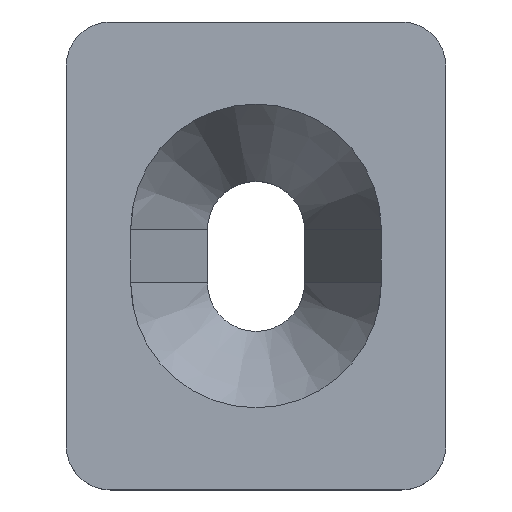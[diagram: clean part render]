
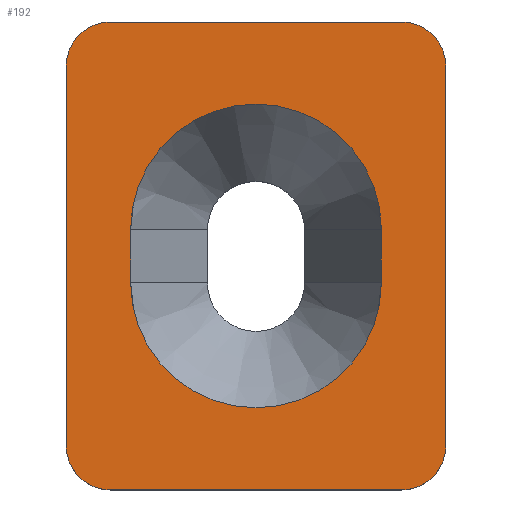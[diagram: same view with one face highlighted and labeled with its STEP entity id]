
A CAD part, top view. The second image highlights one B-rep face of the part: STEP entity #192.
In plain terms, the highlighted planar face has unit normal (0, 0, 1).
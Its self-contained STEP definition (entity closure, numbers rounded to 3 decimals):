
#88=AXIS2_PLACEMENT_3D('Circle Axis2P3D',#86,#87,$) ;
#106=AXIS2_PLACEMENT_3D('Plane Axis2P3D',#103,#104,#105) ;
#110=AXIS2_PLACEMENT_3D('Circle Axis2P3D',#108,#109,$) ;
#124=AXIS2_PLACEMENT_3D('Circle Axis2P3D',#122,#123,$) ;
#138=AXIS2_PLACEMENT_3D('Circle Axis2P3D',#136,#137,$) ;
#169=AXIS2_PLACEMENT_3D('Circle Axis2P3D',#167,#168,$) ;
#183=AXIS2_PLACEMENT_3D('Circle Axis2P3D',#181,#182,$) ;
#41=CARTESIAN_POINT('Vertex',(0.5,5.3,3.95)) ;
#46=CARTESIAN_POINT('Line Origine',(2.15,5.3,3.95)) ;
#50=CARTESIAN_POINT('Vertex',(3.8,5.3,3.95)) ;
#81=CARTESIAN_POINT('Vertex',(0.,4.8,3.95)) ;
#86=CARTESIAN_POINT('Axis2P3D Location',(0.5,4.8,3.95)) ;
#103=CARTESIAN_POINT('Axis2P3D Location',(47.15,2.65,3.95)) ;
#108=CARTESIAN_POINT('Axis2P3D Location',(3.8,4.8,3.95)) ;
#112=CARTESIAN_POINT('Vertex',(4.3,4.8,3.95)) ;
#115=CARTESIAN_POINT('Line Origine',(0.,2.65,3.95)) ;
#119=CARTESIAN_POINT('Vertex',(0.,0.5,3.95)) ;
#122=CARTESIAN_POINT('Axis2P3D Location',(0.5,0.5,3.95)) ;
#126=CARTESIAN_POINT('Vertex',(0.5,0.,3.95)) ;
#129=CARTESIAN_POINT('Line Origine',(2.15,0.,3.95)) ;
#133=CARTESIAN_POINT('Vertex',(3.8,0.,3.95)) ;
#136=CARTESIAN_POINT('Axis2P3D Location',(3.8,0.5,3.95)) ;
#140=CARTESIAN_POINT('Vertex',(4.3,0.5,3.95)) ;
#143=CARTESIAN_POINT('Line Origine',(4.3,2.65,3.95)) ;
#158=CARTESIAN_POINT('Line Origine',(3.57,2.65,3.95)) ;
#162=CARTESIAN_POINT('Vertex',(3.57,2.95,3.95)) ;
#164=CARTESIAN_POINT('Vertex',(3.57,2.35,3.95)) ;
#167=CARTESIAN_POINT('Axis2P3D Location',(2.15,2.35,3.95)) ;
#171=CARTESIAN_POINT('Vertex',(0.73,2.35,3.95)) ;
#174=CARTESIAN_POINT('Line Origine',(0.73,2.65,3.95)) ;
#178=CARTESIAN_POINT('Vertex',(0.73,2.95,3.95)) ;
#181=CARTESIAN_POINT('Axis2P3D Location',(2.15,2.95,3.95)) ;
#47=DIRECTION('Vector Direction',(1.,0.,0.)) ;
#87=DIRECTION('Axis2P3D Direction',(0.,0.,-1.)) ;
#104=DIRECTION('Axis2P3D Direction',(0.,0.,-1.)) ;
#105=DIRECTION('Axis2P3D XDirection',(-1.,0.,0.)) ;
#109=DIRECTION('Axis2P3D Direction',(0.,0.,-1.)) ;
#116=DIRECTION('Vector Direction',(0.,-1.,0.)) ;
#123=DIRECTION('Axis2P3D Direction',(0.,0.,-1.)) ;
#130=DIRECTION('Vector Direction',(1.,0.,0.)) ;
#137=DIRECTION('Axis2P3D Direction',(0.,0.,-1.)) ;
#144=DIRECTION('Vector Direction',(0.,-1.,0.)) ;
#159=DIRECTION('Vector Direction',(0.,-1.,0.)) ;
#168=DIRECTION('Axis2P3D Direction',(0.,0.,-1.)) ;
#175=DIRECTION('Vector Direction',(0.,-1.,0.)) ;
#182=DIRECTION('Axis2P3D Direction',(0.,0.,-1.)) ;
#48=VECTOR('Line Direction',#47,1.) ;
#117=VECTOR('Line Direction',#116,1.) ;
#131=VECTOR('Line Direction',#130,1.) ;
#145=VECTOR('Line Direction',#144,1.) ;
#160=VECTOR('Line Direction',#159,1.) ;
#176=VECTOR('Line Direction',#175,1.) ;
#149=ORIENTED_EDGE('',*,*,#114,.F.) ;
#150=ORIENTED_EDGE('',*,*,#52,.F.) ;
#151=ORIENTED_EDGE('',*,*,#90,.F.) ;
#152=ORIENTED_EDGE('',*,*,#121,.F.) ;
#153=ORIENTED_EDGE('',*,*,#128,.F.) ;
#154=ORIENTED_EDGE('',*,*,#135,.F.) ;
#155=ORIENTED_EDGE('',*,*,#142,.F.) ;
#156=ORIENTED_EDGE('',*,*,#147,.F.) ;
#187=ORIENTED_EDGE('',*,*,#166,.T.) ;
#188=ORIENTED_EDGE('',*,*,#173,.F.) ;
#189=ORIENTED_EDGE('',*,*,#180,.F.) ;
#190=ORIENTED_EDGE('',*,*,#185,.F.) ;
#191=FACE_BOUND('',#186,.T.) ;
#192=ADVANCED_FACE('V1',(#157,#191),#107,.F.) ;
#89=CIRCLE('generated circle',#88,0.5) ;
#111=CIRCLE('generated circle',#110,0.5) ;
#125=CIRCLE('generated circle',#124,0.5) ;
#139=CIRCLE('generated circle',#138,0.5) ;
#170=CIRCLE('generated circle',#169,1.42) ;
#184=CIRCLE('generated circle',#183,1.42) ;
#52=EDGE_CURVE('',#42,#51,#49,.T.) ;
#90=EDGE_CURVE('',#82,#42,#89,.T.) ;
#114=EDGE_CURVE('',#51,#113,#111,.T.) ;
#121=EDGE_CURVE('',#120,#82,#118,.F.) ;
#128=EDGE_CURVE('',#127,#120,#125,.T.) ;
#135=EDGE_CURVE('',#134,#127,#132,.F.) ;
#142=EDGE_CURVE('',#141,#134,#139,.T.) ;
#147=EDGE_CURVE('',#113,#141,#146,.T.) ;
#166=EDGE_CURVE('',#163,#165,#161,.T.) ;
#173=EDGE_CURVE('',#172,#165,#170,.F.) ;
#180=EDGE_CURVE('',#179,#172,#177,.T.) ;
#185=EDGE_CURVE('',#163,#179,#184,.F.) ;
#148=EDGE_LOOP('',(#149,#150,#151,#152,#153,#154,#155,#156)) ;
#186=EDGE_LOOP('',(#187,#188,#189,#190)) ;
#157=FACE_OUTER_BOUND('',#148,.T.) ;
#49=LINE('Line',#46,#48) ;
#118=LINE('Line',#115,#117) ;
#132=LINE('Line',#129,#131) ;
#146=LINE('Line',#143,#145) ;
#161=LINE('Line',#158,#160) ;
#177=LINE('Line',#174,#176) ;
#107=PLANE('',#106) ;
#42=VERTEX_POINT('',#41) ;
#51=VERTEX_POINT('',#50) ;
#82=VERTEX_POINT('',#81) ;
#113=VERTEX_POINT('',#112) ;
#120=VERTEX_POINT('',#119) ;
#127=VERTEX_POINT('',#126) ;
#134=VERTEX_POINT('',#133) ;
#141=VERTEX_POINT('',#140) ;
#163=VERTEX_POINT('',#162) ;
#165=VERTEX_POINT('',#164) ;
#172=VERTEX_POINT('',#171) ;
#179=VERTEX_POINT('',#178) ;
